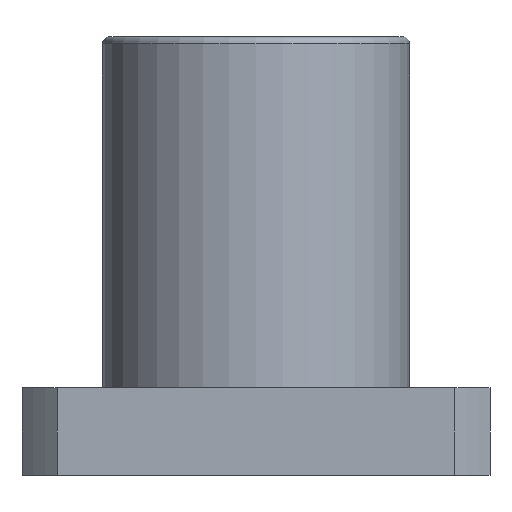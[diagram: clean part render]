
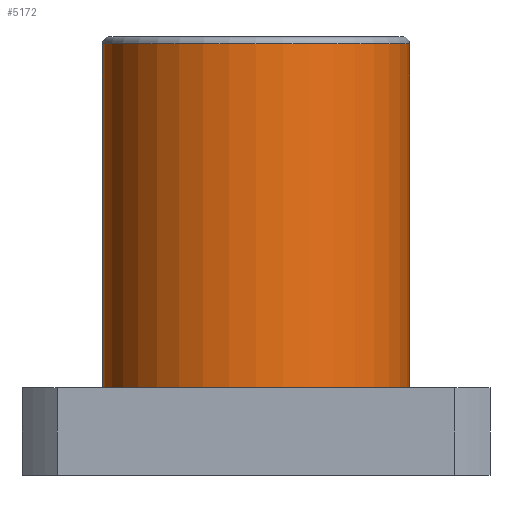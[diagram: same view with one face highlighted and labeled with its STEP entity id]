
A CAD part, front view. The second image highlights one B-rep face of the part: STEP entity #5172.
In plain terms, the highlighted cylindrical face has radius 10.5 mm (diameter 21 mm), a partial arc.
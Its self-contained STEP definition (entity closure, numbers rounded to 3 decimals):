
#641 = DIRECTION ( 'NONE',  ( 0., 0., -1. ) ) ;
#734 = VERTEX_POINT ( 'NONE', #4620 ) ;
#1111 = EDGE_CURVE ( 'NONE', #3216, #11123, #15028, .T. ) ;
#1247 = CARTESIAN_POINT ( 'NONE',  ( -10.5, 0., 24. ) ) ;
#1301 = FACE_OUTER_BOUND ( 'NONE', #10534, .T. ) ;
#2110 = DIRECTION ( 'NONE',  ( 1., 0., 0. ) ) ;
#2229 = VERTEX_POINT ( 'NONE', #4737 ) ;
#2911 = ORIENTED_EDGE ( 'NONE', *, *, #1111, .F. ) ;
#3216 = VERTEX_POINT ( 'NONE', #5739 ) ;
#3845 = ORIENTED_EDGE ( 'NONE', *, *, #7642, .T. ) ;
#4454 = DIRECTION ( 'NONE',  ( 0., 0., 1. ) ) ;
#4620 = CARTESIAN_POINT ( 'NONE',  ( -10.5, 0., 23.5 ) ) ;
#4737 = CARTESIAN_POINT ( 'NONE',  ( -10.5, 0., 0. ) ) ;
#5109 = CIRCLE ( 'NONE', #6360, 10.5 ) ;
#5172 = ADVANCED_FACE ( 'NONE', ( #1301 ), #12880, .T. ) ;
#5739 = CARTESIAN_POINT ( 'NONE',  ( 10.5, 0., 23.5 ) ) ;
#6019 = CARTESIAN_POINT ( 'NONE',  ( 0., 0., 24. ) ) ;
#6360 = AXIS2_PLACEMENT_3D ( 'NONE', #15124, #4454, #12536 ) ;
#6832 = ORIENTED_EDGE ( 'NONE', *, *, #7000, .T. ) ;
#7000 = EDGE_CURVE ( 'NONE', #734, #2229, #10867, .T. ) ;
#7041 = DIRECTION ( 'NONE',  ( -1., 0., 0. ) ) ;
#7507 = EDGE_CURVE ( 'NONE', #2229, #11123, #5109, .T. ) ;
#7642 = EDGE_CURVE ( 'NONE', #3216, #734, #14069, .T. ) ;
#8019 = CARTESIAN_POINT ( 'NONE',  ( 10.5, 0., 24. ) ) ;
#8450 = DIRECTION ( 'NONE',  ( 0., 0., -1. ) ) ;
#9425 = AXIS2_PLACEMENT_3D ( 'NONE', #6019, #11704, #7041 ) ;
#10416 = DIRECTION ( 'NONE',  ( 0., 0., -1. ) ) ;
#10534 = EDGE_LOOP ( 'NONE', ( #2911, #3845, #6832, #12194 ) ) ;
#10867 = LINE ( 'NONE', #1247, #12759 ) ;
#11070 = AXIS2_PLACEMENT_3D ( 'NONE', #13673, #10416, #2110 ) ;
#11123 = VERTEX_POINT ( 'NONE', #12120 ) ;
#11704 = DIRECTION ( 'NONE',  ( 0., 0., -1. ) ) ;
#12120 = CARTESIAN_POINT ( 'NONE',  ( 10.5, 0., 0. ) ) ;
#12194 = ORIENTED_EDGE ( 'NONE', *, *, #7507, .T. ) ;
#12536 = DIRECTION ( 'NONE',  ( 1., 0., 0. ) ) ;
#12759 = VECTOR ( 'NONE', #8450, 1000. ) ;
#12880 = CYLINDRICAL_SURFACE ( 'NONE', #9425, 10.5 ) ;
#13302 = VECTOR ( 'NONE', #641, 1000. ) ;
#13673 = CARTESIAN_POINT ( 'NONE',  ( 0., 0., 23.5 ) ) ;
#14069 = CIRCLE ( 'NONE', #11070, 10.5 ) ;
#15028 = LINE ( 'NONE', #8019, #13302 ) ;
#15124 = CARTESIAN_POINT ( 'NONE',  ( 0., 0., 0. ) ) ;
